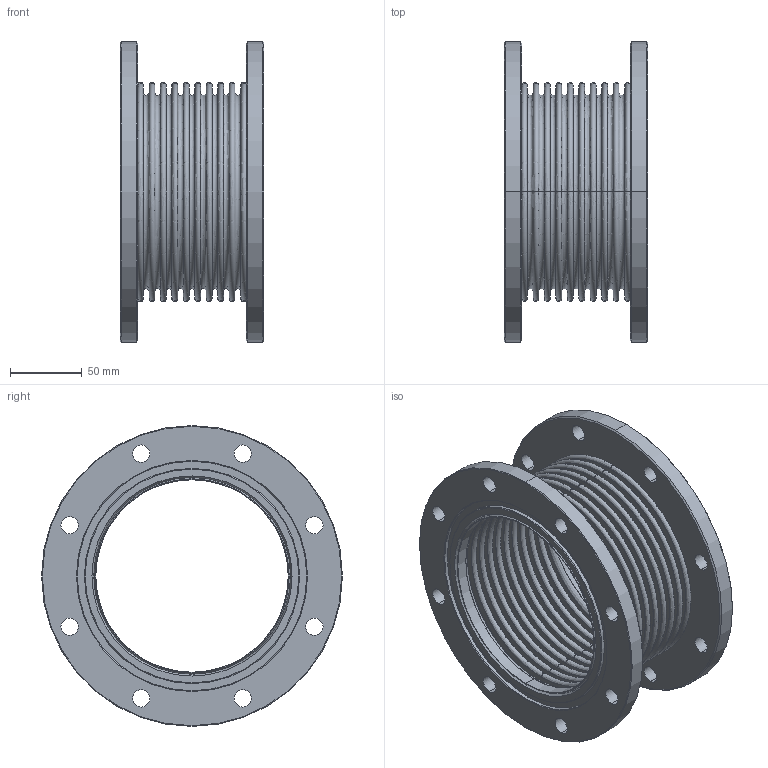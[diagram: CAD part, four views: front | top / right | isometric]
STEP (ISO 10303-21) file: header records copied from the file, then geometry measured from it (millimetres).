
FILE_DESCRIPTION( (''), '2;1');
FILE_NAME ('CAD716.5368.IF125_32765.stp','2016-11-16T14:51:34',(''),(''),'spGate 12.6.6','','');
FILE_SCHEMA (('AUTOMOTIVE_DESIGN'));
Length unit declared in the file: millimetre
Products named in the file (4): Assembly; IF125-1; IF125-2; IF125-3
Assembly tree (3 placements, depth 2):
  Assembly
    IF125-1
    IF125-2
    IF125-3
Bounding box: 100 x 210 x 210 mm (x, y, z)
Volume: 471417.9 mm3; surface area: 332113 mm2
Topology: 3 solids, 3 shells, 210 faces, 452 edges, 292 vertices
Faces by surface type: bspline 108, cylinder 52, plane 50
Entity records: 11788 total; most frequent: CARTESIAN_POINT 3714, ORIENTED_EDGE 904, DIRECTION 804, COLOUR_RGB 665, PRESENTATION_STYLE_ASSIGNMENT 665, STYLED_ITEM 665, EDGE_CURVE 452, DRAUGHTING_PRE_DEFINED_CURVE_FONT 452
